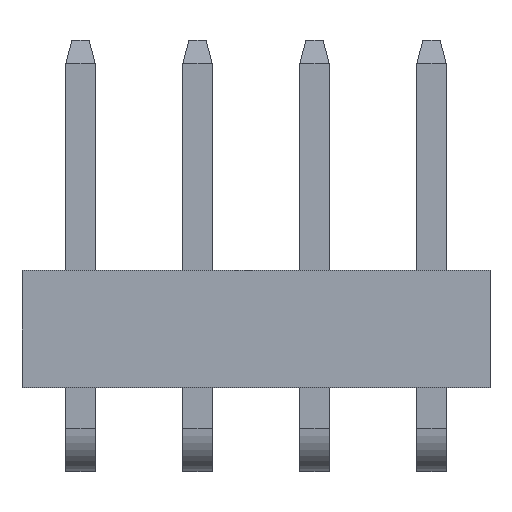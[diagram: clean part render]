
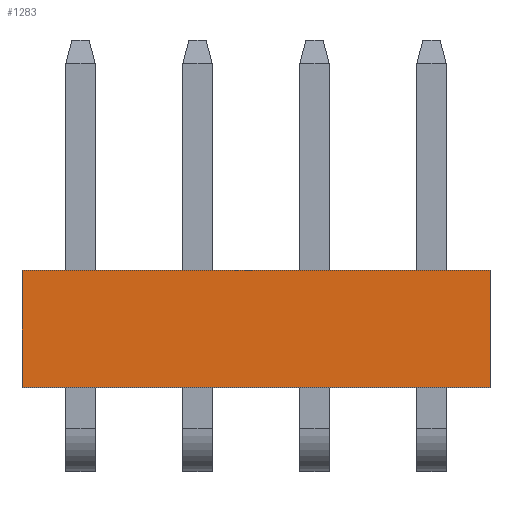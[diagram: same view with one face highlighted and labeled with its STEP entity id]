
A CAD part, top view. The second image highlights one B-rep face of the part: STEP entity #1283.
In plain terms, the highlighted planar face has unit normal (0, 0, 1).
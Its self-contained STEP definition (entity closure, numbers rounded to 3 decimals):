
#203=DIRECTION('',(1.,0.,0.));
#204=VECTOR('',#203,10.16);
#205=CARTESIAN_POINT('',(-5.134,0.,0.965));
#206=LINE('',#205,#204);
#336=DIRECTION('',(0.,1.,0.));
#337=VECTOR('',#336,2.54);
#338=CARTESIAN_POINT('',(5.026,0.,0.965));
#339=LINE('',#338,#337);
#350=DIRECTION('',(0.,1.,0.));
#351=VECTOR('',#350,2.54);
#352=CARTESIAN_POINT('',(-5.134,0.,0.965));
#353=LINE('',#352,#351);
#357=DIRECTION('',(1.,0.,0.));
#358=VECTOR('',#357,10.16);
#359=CARTESIAN_POINT('',(-5.134,2.54,0.965));
#360=LINE('',#359,#358);
#925=CARTESIAN_POINT('',(-5.134,0.,0.965));
#927=VERTEX_POINT('',#925);
#928=CARTESIAN_POINT('',(5.026,0.,0.965));
#929=VERTEX_POINT('',#928);
#974=CARTESIAN_POINT('',(-5.134,2.54,0.965));
#975=VERTEX_POINT('',#974);
#986=CARTESIAN_POINT('',(5.026,2.54,0.965));
#987=VERTEX_POINT('',#986);
#1271=CARTESIAN_POINT('',(-5.134,0.,0.965));
#1272=DIRECTION('',(0.,0.,1.));
#1273=DIRECTION('',(1.,0.,0.));
#1274=AXIS2_PLACEMENT_3D('',#1271,#1272,#1273);
#1275=PLANE('',#1274);
#1276=ORIENTED_EDGE('',*,*,#1059,.F.);
#1277=ORIENTED_EDGE('',*,*,#1133,.T.);
#1279=ORIENTED_EDGE('',*,*,#1278,.T.);
#1280=ORIENTED_EDGE('',*,*,#1256,.F.);
#1281=EDGE_LOOP('',(#1276,#1277,#1279,#1280));
#1282=FACE_OUTER_BOUND('',#1281,.F.);
#1059=EDGE_CURVE('',#927,#929,#206,.T.);
#1133=EDGE_CURVE('',#927,#975,#353,.T.);
#1256=EDGE_CURVE('',#929,#987,#339,.T.);
#1278=EDGE_CURVE('',#975,#987,#360,.T.);
#1283=ADVANCED_FACE('',(#1282),#1275,.T.);
